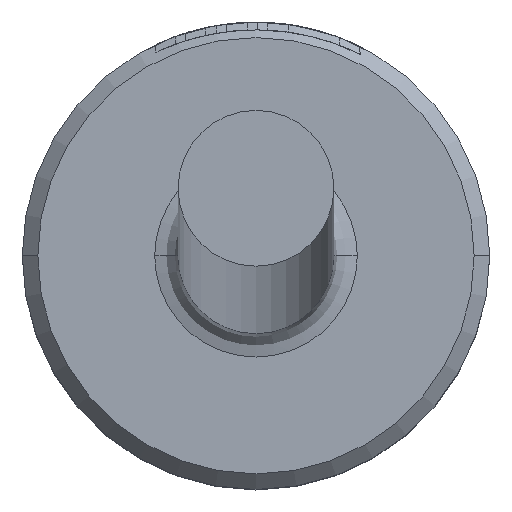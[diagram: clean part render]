
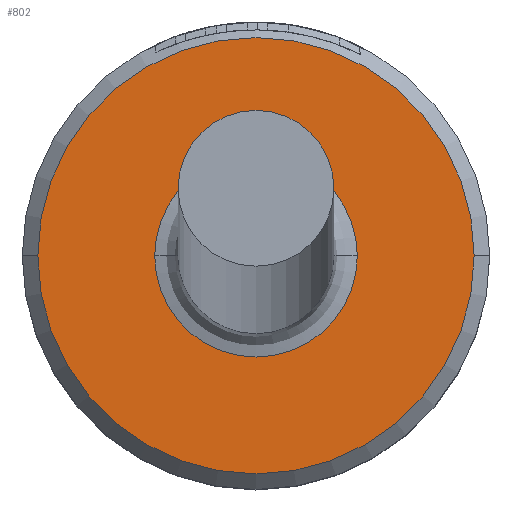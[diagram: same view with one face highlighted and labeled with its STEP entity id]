
A CAD part, top view. The second image highlights one B-rep face of the part: STEP entity #802.
In plain terms, the highlighted planar face has unit normal (0, 0, 1).
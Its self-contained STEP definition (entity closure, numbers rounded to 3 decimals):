
#11 = ORIENTED_EDGE ( 'NONE', *, *, #1109, .T. ) ;
#15 = AXIS2_PLACEMENT_3D ( 'NONE', #893, #826, #808 ) ;
#34 = CIRCLE ( 'NONE', #49, 1.3 ) ;
#49 = AXIS2_PLACEMENT_3D ( 'NONE', #221, #858, #310 ) ;
#105 = CIRCLE ( 'NONE', #15, 1.3 ) ;
#130 = CARTESIAN_POINT ( 'NONE',  ( 1.3, 0., 4. ) ) ;
#166 = DIRECTION ( 'NONE',  ( 0., 0., 1. ) ) ;
#189 = EDGE_CURVE ( 'NONE', #835, #759, #105, .T. ) ;
#202 = AXIS2_PLACEMENT_3D ( 'NONE', #757, #214, #849 ) ;
#214 = DIRECTION ( 'NONE',  ( 0., 0., 1. ) ) ;
#221 = CARTESIAN_POINT ( 'NONE',  ( 0., 0., 4. ) ) ;
#235 = VERTEX_POINT ( 'NONE', #501 ) ;
#310 = DIRECTION ( 'NONE',  ( -1., 0., 0. ) ) ;
#312 = ORIENTED_EDGE ( 'NONE', *, *, #189, .T. ) ;
#394 = FACE_OUTER_BOUND ( 'NONE', #805, .T. ) ;
#474 = AXIS2_PLACEMENT_3D ( 'NONE', #713, #166, #809 ) ;
#501 = CARTESIAN_POINT ( 'NONE',  ( -2.8, 0., 4. ) ) ;
#611 = ORIENTED_EDGE ( 'NONE', *, *, #703, .T. ) ;
#614 = DIRECTION ( 'NONE',  ( 1., 0., 0. ) ) ;
#618 = CARTESIAN_POINT ( 'NONE',  ( -1.3, 0., 4. ) ) ;
#666 = FACE_BOUND ( 'NONE', #976, .T. ) ;
#699 = ORIENTED_EDGE ( 'NONE', *, *, #902, .T. ) ;
#703 = EDGE_CURVE ( 'NONE', #759, #835, #34, .T. ) ;
#713 = CARTESIAN_POINT ( 'NONE',  ( 0., 0., 4. ) ) ;
#757 = CARTESIAN_POINT ( 'NONE',  ( 0., 0., 4. ) ) ;
#759 = VERTEX_POINT ( 'NONE', #130 ) ;
#789 = CIRCLE ( 'NONE', #202, 2.8 ) ;
#802 = ADVANCED_FACE ( 'NONE', ( #394, #666 ), #1046, .T. ) ;
#805 = EDGE_LOOP ( 'NONE', ( #11, #699 ) ) ;
#808 = DIRECTION ( 'NONE',  ( -1., 0., 0. ) ) ;
#809 = DIRECTION ( 'NONE',  ( 1., 0., 0. ) ) ;
#826 = DIRECTION ( 'NONE',  ( 0., 0., -1. ) ) ;
#835 = VERTEX_POINT ( 'NONE', #618 ) ;
#847 = VERTEX_POINT ( 'NONE', #1139 ) ;
#849 = DIRECTION ( 'NONE',  ( 1., 0., 0. ) ) ;
#858 = DIRECTION ( 'NONE',  ( 0., 0., -1. ) ) ;
#893 = CARTESIAN_POINT ( 'NONE',  ( 0., 0., 4. ) ) ;
#902 = EDGE_CURVE ( 'NONE', #847, #235, #1119, .T. ) ;
#961 = CARTESIAN_POINT ( 'NONE',  ( 0., 0., 4. ) ) ;
#976 = EDGE_LOOP ( 'NONE', ( #312, #611 ) ) ;
#1025 = AXIS2_PLACEMENT_3D ( 'NONE', #961, #1137, #614 ) ;
#1046 = PLANE ( 'NONE',  #1025 ) ;
#1109 = EDGE_CURVE ( 'NONE', #235, #847, #789, .T. ) ;
#1119 = CIRCLE ( 'NONE', #474, 2.8 ) ;
#1137 = DIRECTION ( 'NONE',  ( 0., 0., 1. ) ) ;
#1139 = CARTESIAN_POINT ( 'NONE',  ( 2.8, 0., 4. ) ) ;
